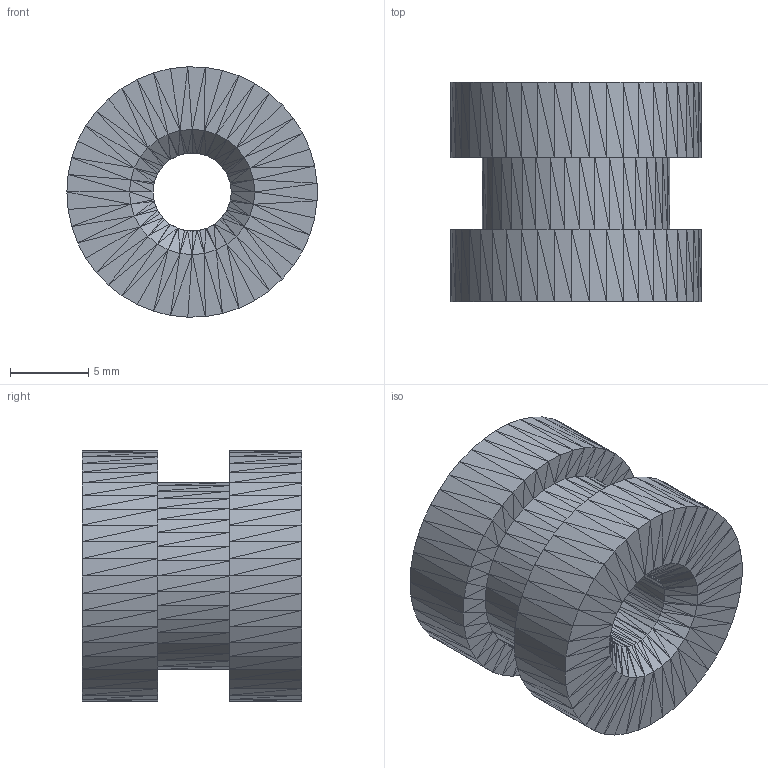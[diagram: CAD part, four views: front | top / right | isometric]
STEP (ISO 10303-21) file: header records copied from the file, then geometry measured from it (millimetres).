
FILE_DESCRIPTION (( 'STEP AP203' ), '1' );
FILE_NAME ('Pico Groovemount for Bowden-step File.STEP', '2013-12-27T23:47:40', ( 'E' ), ( '' ), 'SwSTEP 2.0', 'SolidWorks 2013', '' );
FILE_SCHEMA (( 'CONFIG_CONTROL_DESIGN' ));
Length unit declared in the file: millimetre
Products named in the file (1): Pico Groovemount for Bowden-step File
Bounding box: 15.98 x 14 x 15.99 mm (x, y, z)
Volume: 1792 mm3; surface area: 1481.3 mm2
Topology: 1 solids, 1 shells, 1010 faces, 1515 edges, 505 vertices
Faces by surface type: plane 1010
Entity records: 19780 total; most frequent: DIRECTION 3537, CARTESIAN_POINT 3031, ORIENTED_EDGE 3030, LINE 1515, EDGE_CURVE 1515, VECTOR 1515, AXIS2_PLACEMENT_3D 1011, EDGE_LOOP 1010
